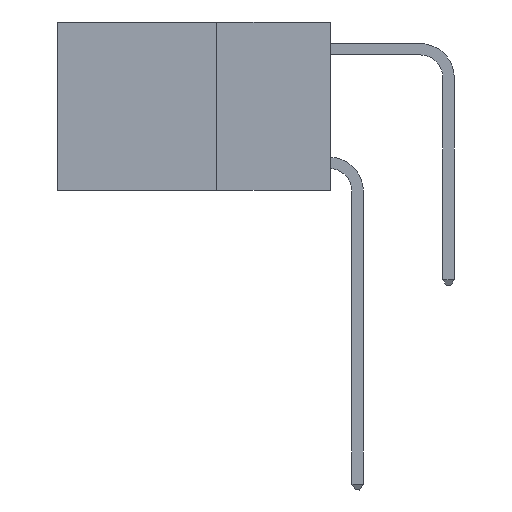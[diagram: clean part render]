
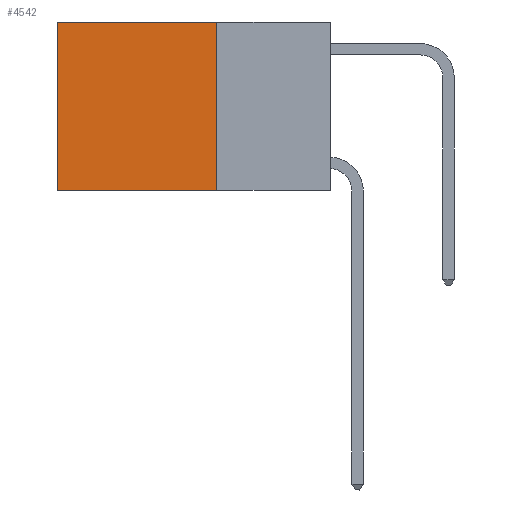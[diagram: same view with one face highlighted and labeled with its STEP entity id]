
A CAD part, left-side view. The second image highlights one B-rep face of the part: STEP entity #4542.
In plain terms, the highlighted planar face has unit normal (-1, 0, 0).
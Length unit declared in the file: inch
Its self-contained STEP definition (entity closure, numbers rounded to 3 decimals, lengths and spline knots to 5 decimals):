
#949 = CARTESIAN_POINT ( 'NONE',  ( 0.2625, 0.25, 0. ) ) ;
#999 = VERTEX_POINT ( 'NONE', #7824 ) ;
#1334 = LINE ( 'NONE', #7289, #11392 ) ;
#1394 = ORIENTED_EDGE ( 'NONE', *, *, #5878, .F. ) ;
#1829 = DIRECTION ( 'NONE',  ( 0., 0., -1. ) ) ;
#1843 = DIRECTION ( 'NONE',  ( 1., 0., 0. ) ) ;
#1858 = PLANE ( 'NONE',  #9344 ) ;
#2067 = CARTESIAN_POINT ( 'NONE',  ( 0.2625, 0.25, 0. ) ) ;
#3512 = VERTEX_POINT ( 'NONE', #9903 ) ;
#3935 = VERTEX_POINT ( 'NONE', #6715 ) ;
#4306 = CARTESIAN_POINT ( 'NONE',  ( 0.2625, 0.6, -0.37 ) ) ;
#4542 = ADVANCED_FACE ( 'NONE', ( #5175 ), #1858, .F. ) ;
#5175 = FACE_OUTER_BOUND ( 'NONE', #11405, .T. ) ;
#5522 = LINE ( 'NONE', #949, #10580 ) ;
#5878 = EDGE_CURVE ( 'NONE', #3512, #10795, #10736, .T. ) ;
#6438 = LINE ( 'NONE', #9350, #8714 ) ;
#6447 = CARTESIAN_POINT ( 'NONE',  ( 0.2625, 0.25, -0.37 ) ) ;
#6668 = ORIENTED_EDGE ( 'NONE', *, *, #12537, .F. ) ;
#6715 = CARTESIAN_POINT ( 'NONE',  ( 0.2625, 0.25, 0. ) ) ;
#6776 = EDGE_CURVE ( 'NONE', #3935, #999, #5522, .T. ) ;
#7289 = CARTESIAN_POINT ( 'NONE',  ( 0.2625, 0.6, 0. ) ) ;
#7824 = CARTESIAN_POINT ( 'NONE',  ( 0.2625, 0.6, 0. ) ) ;
#8209 = VECTOR ( 'NONE', #12123, 39.37008 ) ;
#8714 = VECTOR ( 'NONE', #10307, 39.37008 ) ;
#9220 = ORIENTED_EDGE ( 'NONE', *, *, #6776, .T. ) ;
#9249 = DIRECTION ( 'NONE',  ( 0., 0., -1. ) ) ;
#9344 = AXIS2_PLACEMENT_3D ( 'NONE', #2067, #1843, #1829 ) ;
#9350 = CARTESIAN_POINT ( 'NONE',  ( 0.2625, 0.25, 0. ) ) ;
#9903 = CARTESIAN_POINT ( 'NONE',  ( 0.2625, 0.25, -0.37 ) ) ;
#10106 = EDGE_CURVE ( 'NONE', #999, #10795, #1334, .T. ) ;
#10307 = DIRECTION ( 'NONE',  ( 0., 0., -1. ) ) ;
#10580 = VECTOR ( 'NONE', #10687, 39.37008 ) ;
#10687 = DIRECTION ( 'NONE',  ( 0., 1., 0. ) ) ;
#10736 = LINE ( 'NONE', #6447, #8209 ) ;
#10795 = VERTEX_POINT ( 'NONE', #4306 ) ;
#11153 = ORIENTED_EDGE ( 'NONE', *, *, #10106, .T. ) ;
#11392 = VECTOR ( 'NONE', #9249, 39.37008 ) ;
#11405 = EDGE_LOOP ( 'NONE', ( #11153, #1394, #6668, #9220 ) ) ;
#12123 = DIRECTION ( 'NONE',  ( 0., 1., 0. ) ) ;
#12537 = EDGE_CURVE ( 'NONE', #3935, #3512, #6438, .T. ) ;
